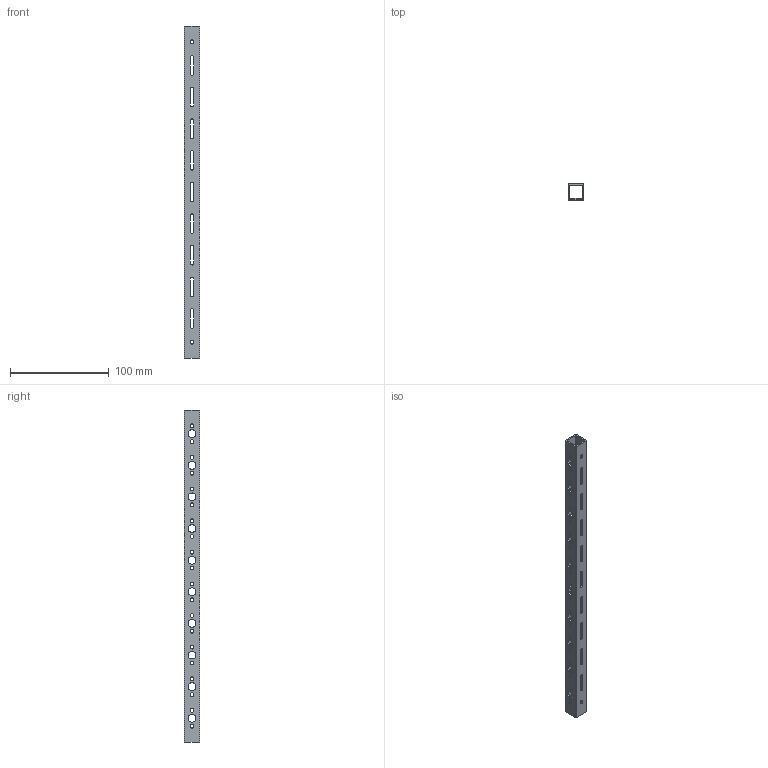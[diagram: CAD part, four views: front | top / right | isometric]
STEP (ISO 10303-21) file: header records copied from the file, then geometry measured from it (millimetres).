
FILE_DESCRIPTION (( 'STEP AP214' ), '1' );
FILE_NAME ('am-3594-336 16mm Super Box Tubing conceptB TR17 vertical alt REV2.STEP', '2018-05-15T18:41:26', ( '' ), ( '' ), 'SwSTEP 2.0', 'SolidWorks 2017', '' );
FILE_SCHEMA (( 'AUTOMOTIVE_DESIGN' ));
Length unit declared in the file: inch
Products named in the file (1): am-3594-336 16mm Super Box Tubing conceptB TR17 vertical alt REV2
Bounding box: 16 x 16 x 336 mm (x, y, z)
Volume: 26192.8 mm3; surface area: 35682 mm2
Topology: 1 solids, 1 shells, 236 faces, 702 edges, 468 vertices
Faces by surface type: cylinder 190, plane 46
Entity records: 8498 total; most frequent: DIRECTION 1556, CARTESIAN_POINT 1407, ORIENTED_EDGE 1404, EDGE_CURVE 702, AXIS2_PLACEMENT_3D 617, VERTEX_POINT 468, EDGE_LOOP 402, CIRCLE 380
